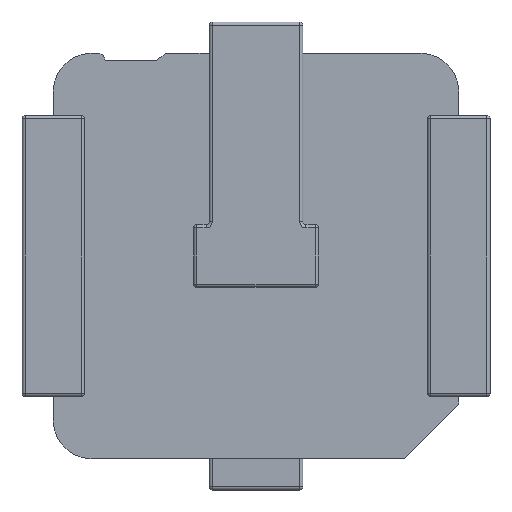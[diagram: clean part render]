
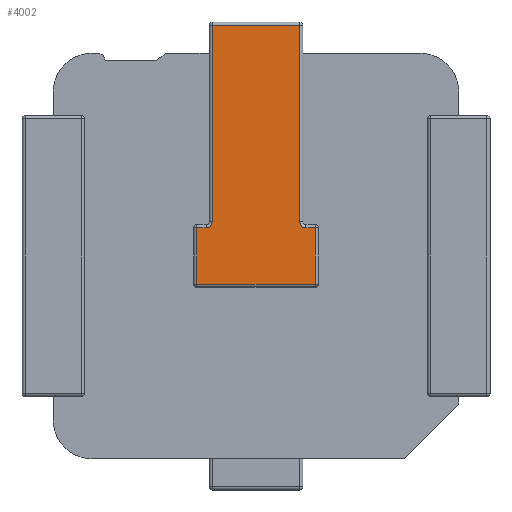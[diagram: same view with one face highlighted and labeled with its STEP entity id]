
A CAD part, front view. The second image highlights one B-rep face of the part: STEP entity #4002.
In plain terms, the highlighted planar face has unit normal (0, -1, 0).
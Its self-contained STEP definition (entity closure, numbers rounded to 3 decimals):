
#15 = LINE ( 'NONE', #592, #2163 ) ;
#28 = VERTEX_POINT ( 'NONE', #5463 ) ;
#44 = DIRECTION ( 'NONE',  ( 1., 0., 0. ) ) ;
#212 = LINE ( 'NONE', #811, #6725 ) ;
#234 = DIRECTION ( 'NONE',  ( -1., 0., 0. ) ) ;
#246 = CARTESIAN_POINT ( 'NONE',  ( -0.38, 0., -0.2 ) ) ;
#325 = CIRCLE ( 'NONE', #1990, 0.04 ) ;
#386 = DIRECTION ( 'NONE',  ( -1., 0., 0. ) ) ;
#428 = LINE ( 'NONE', #3510, #4099 ) ;
#452 = PLANE ( 'NONE',  #2947 ) ;
#592 = CARTESIAN_POINT ( 'NONE',  ( 0.4, 0., -0.18 ) ) ;
#642 = VERTEX_POINT ( 'NONE', #6673 ) ;
#682 = CARTESIAN_POINT ( 'NONE',  ( -0.28, 0., 1.48 ) ) ;
#811 = CARTESIAN_POINT ( 'NONE',  ( -0.3, 0., 1.48 ) ) ;
#914 = ORIENTED_EDGE ( 'NONE', *, *, #2527, .T. ) ;
#1018 = LINE ( 'NONE', #2378, #2200 ) ;
#1132 = ORIENTED_EDGE ( 'NONE', *, *, #3772, .T. ) ;
#1140 = DIRECTION ( 'NONE',  ( 0., 0., 1. ) ) ;
#1155 = CARTESIAN_POINT ( 'NONE',  ( -0.38, 0., 0.18 ) ) ;
#1325 = VECTOR ( 'NONE', #2386, 1000. ) ;
#1362 = CARTESIAN_POINT ( 'NONE',  ( 0.28, 0., 1.5 ) ) ;
#1445 = CARTESIAN_POINT ( 'NONE',  ( 0., 0., 0. ) ) ;
#1473 = CARTESIAN_POINT ( 'NONE',  ( 0.38, 0., -0.18 ) ) ;
#1631 = DIRECTION ( 'NONE',  ( 0., 0., -1. ) ) ;
#1740 = ORIENTED_EDGE ( 'NONE', *, *, #1983, .T. ) ;
#1812 = ORIENTED_EDGE ( 'NONE', *, *, #1857, .F. ) ;
#1855 = VERTEX_POINT ( 'NONE', #3211 ) ;
#1857 = EDGE_CURVE ( 'NONE', #642, #28, #325, .T. ) ;
#1983 = EDGE_CURVE ( 'NONE', #3947, #2629, #2364, .T. ) ;
#1990 = AXIS2_PLACEMENT_3D ( 'NONE', #5793, #4288, #1631 ) ;
#2163 = VECTOR ( 'NONE', #44, 1000. ) ;
#2200 = VECTOR ( 'NONE', #4516, 1000. ) ;
#2354 = ORIENTED_EDGE ( 'NONE', *, *, #5026, .T. ) ;
#2364 = LINE ( 'NONE', #5946, #3871 ) ;
#2378 = CARTESIAN_POINT ( 'NONE',  ( -0.28, 0., 0.2 ) ) ;
#2386 = DIRECTION ( 'NONE',  ( 0., 0., -1. ) ) ;
#2403 = VECTOR ( 'NONE', #234, 1000. ) ;
#2527 = EDGE_CURVE ( 'NONE', #4945, #1855, #2914, .T. ) ;
#2601 = LINE ( 'NONE', #1362, #6713 ) ;
#2629 = VERTEX_POINT ( 'NONE', #3750 ) ;
#2870 = AXIS2_PLACEMENT_3D ( 'NONE', #6526, #4480, #5426 ) ;
#2875 = CARTESIAN_POINT ( 'NONE',  ( 0.3, 0., 0.18 ) ) ;
#2914 = LINE ( 'NONE', #246, #1325 ) ;
#2947 = AXIS2_PLACEMENT_3D ( 'NONE', #1445, #6801, #4162 ) ;
#3211 = CARTESIAN_POINT ( 'NONE',  ( -0.38, 0., -0.18 ) ) ;
#3423 = EDGE_CURVE ( 'NONE', #4752, #5485, #2601, .T. ) ;
#3471 = ORIENTED_EDGE ( 'NONE', *, *, #3423, .T. ) ;
#3510 = CARTESIAN_POINT ( 'NONE',  ( -0.4, 0., 0.18 ) ) ;
#3531 = ORIENTED_EDGE ( 'NONE', *, *, #5935, .F. ) ;
#3750 = CARTESIAN_POINT ( 'NONE',  ( 0.38, 0., 0.18 ) ) ;
#3772 = EDGE_CURVE ( 'NONE', #5485, #4171, #212, .T. ) ;
#3871 = VECTOR ( 'NONE', #1140, 1000. ) ;
#3881 = VERTEX_POINT ( 'NONE', #5596 ) ;
#3891 = DIRECTION ( 'NONE',  ( -1., 0., 0. ) ) ;
#3947 = VERTEX_POINT ( 'NONE', #1473 ) ;
#4002 = ADVANCED_FACE ( 'NONE', ( #4583 ), #452, .T. ) ;
#4005 = ORIENTED_EDGE ( 'NONE', *, *, #4664, .T. ) ;
#4099 = VECTOR ( 'NONE', #386, 1000. ) ;
#4162 = DIRECTION ( 'NONE',  ( 0., 0., -1. ) ) ;
#4171 = VERTEX_POINT ( 'NONE', #682 ) ;
#4288 = DIRECTION ( 'NONE',  ( 0., -1., 0. ) ) ;
#4480 = DIRECTION ( 'NONE',  ( 0., -1., 0. ) ) ;
#4516 = DIRECTION ( 'NONE',  ( 0., 0., -1. ) ) ;
#4555 = LINE ( 'NONE', #2875, #2403 ) ;
#4583 = FACE_OUTER_BOUND ( 'NONE', #6227, .T. ) ;
#4664 = EDGE_CURVE ( 'NONE', #1855, #3947, #15, .T. ) ;
#4752 = VERTEX_POINT ( 'NONE', #5023 ) ;
#4791 = ORIENTED_EDGE ( 'NONE', *, *, #5770, .T. ) ;
#4945 = VERTEX_POINT ( 'NONE', #1155 ) ;
#5023 = CARTESIAN_POINT ( 'NONE',  ( 0.28, 0., 0.22 ) ) ;
#5026 = EDGE_CURVE ( 'NONE', #2629, #3881, #4555, .T. ) ;
#5086 = DIRECTION ( 'NONE',  ( 0., 0., 1. ) ) ;
#5223 = ORIENTED_EDGE ( 'NONE', *, *, #6119, .T. ) ;
#5426 = DIRECTION ( 'NONE',  ( 0., 0., -1. ) ) ;
#5463 = CARTESIAN_POINT ( 'NONE',  ( -0.28, 0., 0.22 ) ) ;
#5485 = VERTEX_POINT ( 'NONE', #5711 ) ;
#5596 = CARTESIAN_POINT ( 'NONE',  ( 0.32, 0., 0.18 ) ) ;
#5711 = CARTESIAN_POINT ( 'NONE',  ( 0.28, 0., 1.48 ) ) ;
#5770 = EDGE_CURVE ( 'NONE', #642, #4945, #428, .T. ) ;
#5793 = CARTESIAN_POINT ( 'NONE',  ( -0.32, 0., 0.22 ) ) ;
#5875 = CIRCLE ( 'NONE', #2870, 0.04 ) ;
#5935 = EDGE_CURVE ( 'NONE', #4752, #3881, #5875, .T. ) ;
#5946 = CARTESIAN_POINT ( 'NONE',  ( 0.38, 0., 0.2 ) ) ;
#6119 = EDGE_CURVE ( 'NONE', #4171, #28, #1018, .T. ) ;
#6227 = EDGE_LOOP ( 'NONE', ( #1740, #2354, #3531, #3471, #1132, #5223, #1812, #4791, #914, #4005 ) ) ;
#6526 = CARTESIAN_POINT ( 'NONE',  ( 0.32, 0., 0.22 ) ) ;
#6673 = CARTESIAN_POINT ( 'NONE',  ( -0.32, 0., 0.18 ) ) ;
#6713 = VECTOR ( 'NONE', #5086, 1000. ) ;
#6725 = VECTOR ( 'NONE', #3891, 1000. ) ;
#6801 = DIRECTION ( 'NONE',  ( 0., -1., 0. ) ) ;
